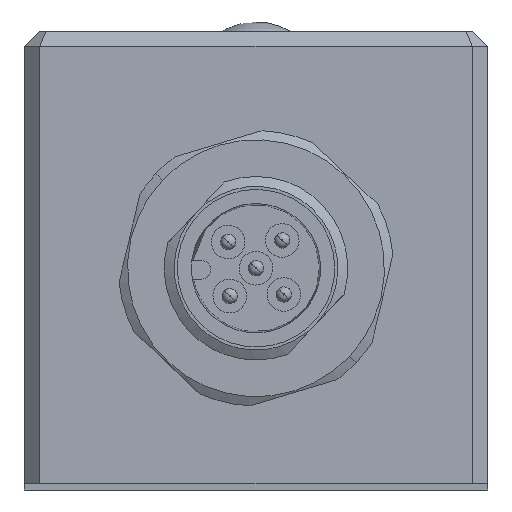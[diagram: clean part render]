
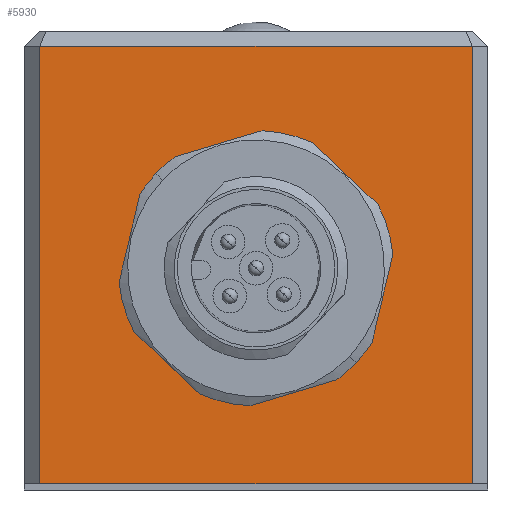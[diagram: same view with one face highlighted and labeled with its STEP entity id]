
A CAD part, front view. The second image highlights one B-rep face of the part: STEP entity #5930.
In plain terms, the highlighted planar face has unit normal (0, -1, 0).
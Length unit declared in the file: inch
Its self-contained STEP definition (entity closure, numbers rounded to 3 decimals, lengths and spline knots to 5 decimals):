
#120 = FACE_OUTER_BOUND ( 'NONE', #7836, .T. ) ;
#187 = EDGE_CURVE ( 'NONE', #1988, #3165, #6866, .T. ) ;
#242 = DIRECTION ( 'NONE',  ( 0., 1., 0. ) ) ;
#252 = EDGE_CURVE ( 'NONE', #3165, #3812, #7206, .T. ) ;
#606 = VECTOR ( 'NONE', #4840, 39.37008 ) ;
#942 = CARTESIAN_POINT ( 'NONE',  ( 0.55709, -2.1063, 0. ) ) ;
#992 = PLANE ( 'NONE',  #8265 ) ;
#1046 = VERTEX_POINT ( 'NONE', #2609 ) ;
#1695 = VECTOR ( 'NONE', #9533, 39.37008 ) ;
#1988 = VERTEX_POINT ( 'NONE', #3259 ) ;
#2543 = DIRECTION ( 'NONE',  ( 1., 0., 0. ) ) ;
#2609 = CARTESIAN_POINT ( 'NONE',  ( 0.55709, -2.1063, 0.01575 ) ) ;
#3072 = CARTESIAN_POINT ( 'NONE',  ( 0., -2.1063, 0.57087 ) ) ;
#3165 = VERTEX_POINT ( 'NONE', #8656 ) ;
#3213 = FACE_BOUND ( 'NONE', #6008, .T. ) ;
#3259 = CARTESIAN_POINT ( 'NONE',  ( -0.55709, -2.1063, 0.01575 ) ) ;
#3304 = CARTESIAN_POINT ( 'NONE',  ( -0.55709, -2.1063, 0.01575 ) ) ;
#3812 = VERTEX_POINT ( 'NONE', #8793 ) ;
#3869 = CARTESIAN_POINT ( 'NONE',  ( 0.55709, -2.1063, 0.01575 ) ) ;
#4027 = DIRECTION ( 'NONE',  ( 1., 0., 0. ) ) ;
#4167 = ORIENTED_EDGE ( 'NONE', *, *, #252, .F. ) ;
#4409 = LINE ( 'NONE', #3869, #1695 ) ;
#4452 = DIRECTION ( 'NONE',  ( 0., 0., -1. ) ) ;
#4794 = CIRCLE ( 'NONE', #7656, 0.31496 ) ;
#4840 = DIRECTION ( 'NONE',  ( 1., 0., 0. ) ) ;
#5148 = VERTEX_POINT ( 'NONE', #10584 ) ;
#5930 = ADVANCED_FACE ( 'NONE', ( #3213, #120 ), #992, .T. ) ;
#6008 = EDGE_LOOP ( 'NONE', ( #6319, #7196 ) ) ;
#6319 = ORIENTED_EDGE ( 'NONE', *, *, #9812, .T. ) ;
#6866 = LINE ( 'NONE', #12494, #7573 ) ;
#7196 = ORIENTED_EDGE ( 'NONE', *, *, #10794, .T. ) ;
#7206 = LINE ( 'NONE', #11310, #9227 ) ;
#7573 = VECTOR ( 'NONE', #10154, 39.37008 ) ;
#7656 = AXIS2_PLACEMENT_3D ( 'NONE', #9508, #242, #2543 ) ;
#7836 = EDGE_LOOP ( 'NONE', ( #14981, #9504, #4167, #9356 ) ) ;
#8265 = AXIS2_PLACEMENT_3D ( 'NONE', #942, #10246, #4452 ) ;
#8656 = CARTESIAN_POINT ( 'NONE',  ( -0.55709, -2.1063, 1.14173 ) ) ;
#8793 = CARTESIAN_POINT ( 'NONE',  ( 0.55709, -2.1063, 1.14173 ) ) ;
#9227 = VECTOR ( 'NONE', #14846, 39.37008 ) ;
#9356 = ORIENTED_EDGE ( 'NONE', *, *, #187, .F. ) ;
#9504 = ORIENTED_EDGE ( 'NONE', *, *, #12522, .T. ) ;
#9508 = CARTESIAN_POINT ( 'NONE',  ( 0., -2.1063, 0.57087 ) ) ;
#9533 = DIRECTION ( 'NONE',  ( 0., 0., 1. ) ) ;
#9812 = EDGE_CURVE ( 'NONE', #5148, #13448, #4794, .T. ) ;
#10154 = DIRECTION ( 'NONE',  ( 0., 0., 1. ) ) ;
#10246 = DIRECTION ( 'NONE',  ( 0., -1., 0. ) ) ;
#10584 = CARTESIAN_POINT ( 'NONE',  ( 0.31496, -2.1063, 0.57087 ) ) ;
#10794 = EDGE_CURVE ( 'NONE', #13448, #5148, #14596, .T. ) ;
#11310 = CARTESIAN_POINT ( 'NONE',  ( -0.55709, -2.1063, 1.14173 ) ) ;
#12081 = AXIS2_PLACEMENT_3D ( 'NONE', #3072, #13338, #4027 ) ;
#12261 = LINE ( 'NONE', #3304, #606 ) ;
#12494 = CARTESIAN_POINT ( 'NONE',  ( -0.55709, -2.1063, 0.01575 ) ) ;
#12522 = EDGE_CURVE ( 'NONE', #1046, #3812, #4409, .T. ) ;
#13117 = CARTESIAN_POINT ( 'NONE',  ( -0.31496, -2.1063, 0.57087 ) ) ;
#13338 = DIRECTION ( 'NONE',  ( 0., 1., 0. ) ) ;
#13448 = VERTEX_POINT ( 'NONE', #13117 ) ;
#13842 = EDGE_CURVE ( 'NONE', #1988, #1046, #12261, .T. ) ;
#14596 = CIRCLE ( 'NONE', #12081, 0.31496 ) ;
#14846 = DIRECTION ( 'NONE',  ( 1., 0., 0. ) ) ;
#14981 = ORIENTED_EDGE ( 'NONE', *, *, #13842, .T. ) ;
